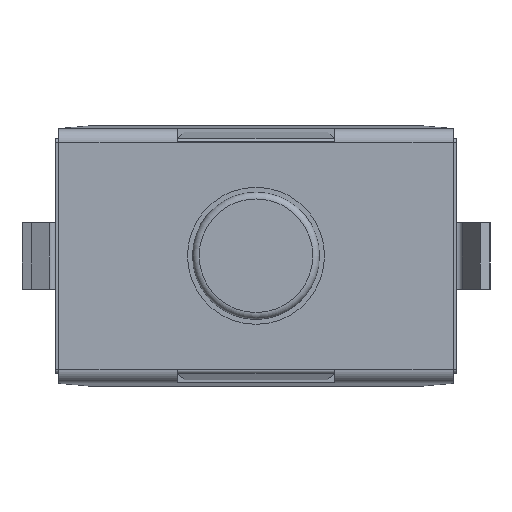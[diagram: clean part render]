
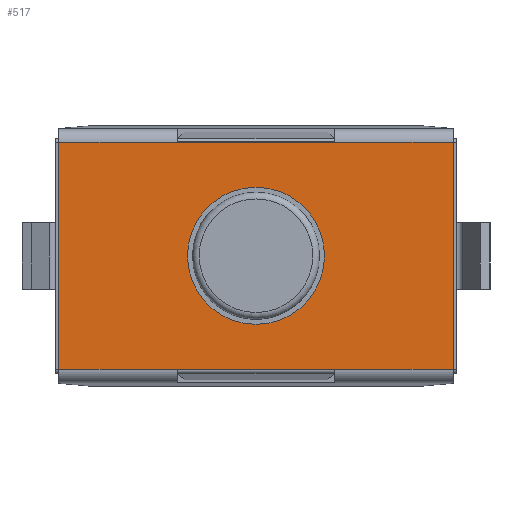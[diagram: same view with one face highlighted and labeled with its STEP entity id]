
A CAD part, top view. The second image highlights one B-rep face of the part: STEP entity #517.
In plain terms, the highlighted planar face has unit normal (0, 0, 1).
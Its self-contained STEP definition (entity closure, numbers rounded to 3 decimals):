
#517 = ADVANCED_FACE( '', ( #985, #986 ), #987, .F. );
#985 = FACE_BOUND( '', #1303, .T. );
#986 = FACE_OUTER_BOUND( '', #1304, .T. );
#987 = PLANE( '', #1305 );
#1303 = EDGE_LOOP( '', ( #1770 ) );
#1304 = EDGE_LOOP( '', ( #1771, #1772, #1773, #1774, #1775, #1776, #1777, #1778 ) );
#1305 = AXIS2_PLACEMENT_3D( '', #1779, #1780, #1781 );
#1770 = ORIENTED_EDGE( '', *, *, #2737, .T. );
#1771 = ORIENTED_EDGE( '', *, *, #2738, .T. );
#1772 = ORIENTED_EDGE( '', *, *, #2739, .T. );
#1773 = ORIENTED_EDGE( '', *, *, #2716, .F. );
#1774 = ORIENTED_EDGE( '', *, *, #2740, .F. );
#1775 = ORIENTED_EDGE( '', *, *, #2717, .F. );
#1776 = ORIENTED_EDGE( '', *, *, #2741, .T. );
#1777 = ORIENTED_EDGE( '', *, *, #2742, .T. );
#1778 = ORIENTED_EDGE( '', *, *, #2743, .T. );
#1779 = CARTESIAN_POINT( '', ( -2.95, -1.7, 1.7 ) );
#1780 = DIRECTION( '', ( 0., 0., -1. ) );
#1781 = DIRECTION( '', ( -1., 0., 0. ) );
#2716 = EDGE_CURVE( '', #3077, #3073, #3079, .F. );
#2717 = EDGE_CURVE( '', #3080, #3081, #3082, .T. );
#2737 = EDGE_CURVE( '', #3120, #3120, #3121, .T. );
#2738 = EDGE_CURVE( '', #3122, #3123, #3124, .T. );
#2739 = EDGE_CURVE( '', #3123, #3073, #3125, .T. );
#2740 = EDGE_CURVE( '', #3081, #3077, #3126, .F. );
#2741 = EDGE_CURVE( '', #3080, #3127, #3128, .T. );
#2742 = EDGE_CURVE( '', #3127, #3129, #3130, .T. );
#2743 = EDGE_CURVE( '', #3129, #3122, #3131, .T. );
#3073 = VERTEX_POINT( '', #3421 );
#3077 = VERTEX_POINT( '', #3427 );
#3079 = LINE( '', #3430, #3431 );
#3080 = VERTEX_POINT( '', #3432 );
#3081 = VERTEX_POINT( '', #3433 );
#3082 = LINE( '', #3434, #3435 );
#3120 = VERTEX_POINT( '', #3484 );
#3121 = CIRCLE( '', #3485, 1.025 );
#3122 = VERTEX_POINT( '', #3486 );
#3123 = VERTEX_POINT( '', #3487 );
#3124 = LINE( '', #3488, #3489 );
#3125 = LINE( '', #3490, #3491 );
#3126 = LINE( '', #3492, #3493 );
#3127 = VERTEX_POINT( '', #3494 );
#3128 = LINE( '', #3495, #3496 );
#3129 = VERTEX_POINT( '', #3497 );
#3130 = LINE( '', #3498, #3499 );
#3131 = LINE( '', #3500, #3501 );
#3421 = CARTESIAN_POINT( '', ( 1.175, 1.7, 1.7 ) );
#3427 = CARTESIAN_POINT( '', ( -1.175, 1.7, 1.7 ) );
#3430 = CARTESIAN_POINT( '', ( -2.95, 1.7, 1.7 ) );
#3431 = VECTOR( '', #3987, 1000. );
#3432 = CARTESIAN_POINT( '', ( -2.95, -1.7, 1.7 ) );
#3433 = CARTESIAN_POINT( '', ( -2.95, 1.7, 1.7 ) );
#3434 = CARTESIAN_POINT( '', ( -2.95, -1.7, 1.7 ) );
#3435 = VECTOR( '', #3988, 1000. );
#3484 = CARTESIAN_POINT( '', ( -1.025, 0., 1.7 ) );
#3485 = AXIS2_PLACEMENT_3D( '', #4024, #4025, #4026 );
#3486 = CARTESIAN_POINT( '', ( 2.95, -1.7, 1.7 ) );
#3487 = CARTESIAN_POINT( '', ( 2.95, 1.7, 1.7 ) );
#3488 = CARTESIAN_POINT( '', ( 2.95, -1.7, 1.7 ) );
#3489 = VECTOR( '', #4027, 1000. );
#3490 = CARTESIAN_POINT( '', ( 2.95, 1.7, 1.7 ) );
#3491 = VECTOR( '', #4028, 1000. );
#3492 = CARTESIAN_POINT( '', ( -2.95, 1.7, 1.7 ) );
#3493 = VECTOR( '', #4029, 1000. );
#3494 = CARTESIAN_POINT( '', ( -1.175, -1.7, 1.7 ) );
#3495 = CARTESIAN_POINT( '', ( -2.95, -1.7, 1.7 ) );
#3496 = VECTOR( '', #4030, 1000. );
#3497 = CARTESIAN_POINT( '', ( 1.175, -1.7, 1.7 ) );
#3498 = CARTESIAN_POINT( '', ( -2.95, -1.7, 1.7 ) );
#3499 = VECTOR( '', #4031, 1000. );
#3500 = CARTESIAN_POINT( '', ( 1.175, -1.7, 1.7 ) );
#3501 = VECTOR( '', #4032, 1000. );
#3987 = DIRECTION( '', ( -1., 0., 0. ) );
#3988 = DIRECTION( '', ( 0., 1., 0. ) );
#4024 = CARTESIAN_POINT( '', ( 0., 0., 1.7 ) );
#4025 = DIRECTION( '', ( 0., 0., -1. ) );
#4026 = DIRECTION( '', ( -1., 0., 0. ) );
#4027 = DIRECTION( '', ( 0., 1., 0. ) );
#4028 = DIRECTION( '', ( -1., 0., 0. ) );
#4029 = DIRECTION( '', ( -1., 0., 0. ) );
#4030 = DIRECTION( '', ( 1., 0., 0. ) );
#4031 = DIRECTION( '', ( 1., 0., 0. ) );
#4032 = DIRECTION( '', ( 1., 0., 0. ) );
